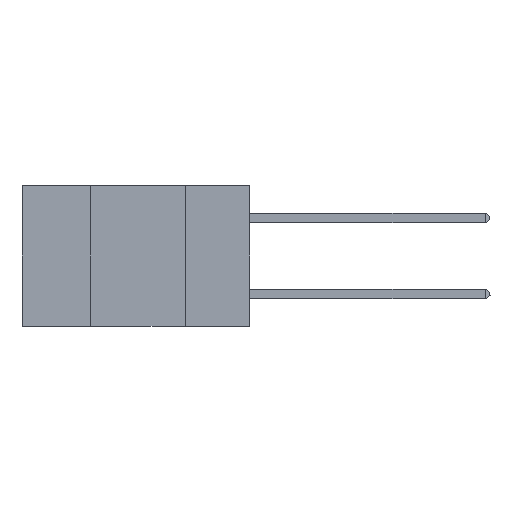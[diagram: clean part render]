
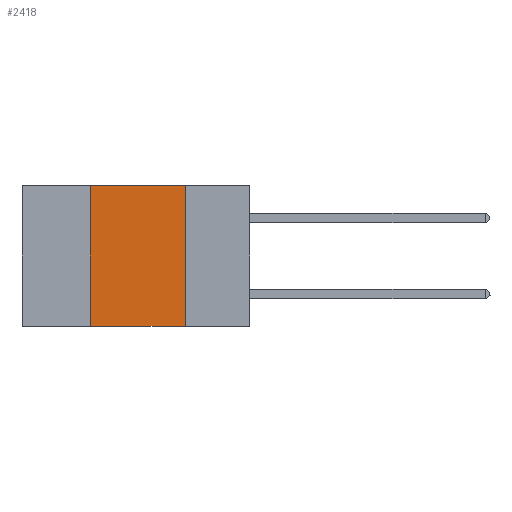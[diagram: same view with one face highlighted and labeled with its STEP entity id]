
A CAD part, left-side view. The second image highlights one B-rep face of the part: STEP entity #2418.
In plain terms, the highlighted planar face has unit normal (-1, 0, 0).
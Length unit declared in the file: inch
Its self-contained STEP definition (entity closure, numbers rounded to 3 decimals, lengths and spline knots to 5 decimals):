
#358 = EDGE_CURVE ( 'NONE', #16479, #16807, #2528, .T. ) ;
#608 = CARTESIAN_POINT ( 'NONE',  ( 0., 0.17, -0.37 ) ) ;
#680 = CARTESIAN_POINT ( 'NONE',  ( 0., 0.17, 0. ) ) ;
#2418 = ADVANCED_FACE ( 'NONE', ( #9019 ), #7070, .F. ) ;
#2528 = LINE ( 'NONE', #13666, #16499 ) ;
#3352 = VERTEX_POINT ( 'NONE', #17358 ) ;
#3855 = EDGE_CURVE ( 'NONE', #16807, #6436, #16058, .T. ) ;
#6191 = ORIENTED_EDGE ( 'NONE', *, *, #14146, .T. ) ;
#6244 = VECTOR ( 'NONE', #10915, 39.37008 ) ;
#6436 = VERTEX_POINT ( 'NONE', #608 ) ;
#6628 = DIRECTION ( 'NONE',  ( 0., 0., 1. ) ) ;
#6842 = LINE ( 'NONE', #16357, #6244 ) ;
#7070 = PLANE ( 'NONE',  #16032 ) ;
#7125 = DIRECTION ( 'NONE',  ( 1., 0., 0. ) ) ;
#8230 = EDGE_CURVE ( 'NONE', #3352, #16479, #10447, .T. ) ;
#8728 = DIRECTION ( 'NONE',  ( 0., 0., -1. ) ) ;
#8765 = VECTOR ( 'NONE', #8728, 39.37008 ) ;
#9019 = FACE_OUTER_BOUND ( 'NONE', #14900, .T. ) ;
#9278 = CARTESIAN_POINT ( 'NONE',  ( 0., 0.42, 0. ) ) ;
#9601 = VECTOR ( 'NONE', #6628, 39.37008 ) ;
#10447 = LINE ( 'NONE', #14809, #9601 ) ;
#10915 = DIRECTION ( 'NONE',  ( 0., -1., 0. ) ) ;
#11188 = ORIENTED_EDGE ( 'NONE', *, *, #3855, .F. ) ;
#12109 = ORIENTED_EDGE ( 'NONE', *, *, #8230, .F. ) ;
#13666 = CARTESIAN_POINT ( 'NONE',  ( 0., 0.6, 0. ) ) ;
#13917 = CARTESIAN_POINT ( 'NONE',  ( 0., 0.6, 0. ) ) ;
#14091 = DIRECTION ( 'NONE',  ( 0., 0., -1. ) ) ;
#14146 = EDGE_CURVE ( 'NONE', #3352, #6436, #6842, .T. ) ;
#14214 = CARTESIAN_POINT ( 'NONE',  ( 0., 0.17, 0. ) ) ;
#14303 = ORIENTED_EDGE ( 'NONE', *, *, #358, .F. ) ;
#14809 = CARTESIAN_POINT ( 'NONE',  ( 0., 0.42, 0. ) ) ;
#14900 = EDGE_LOOP ( 'NONE', ( #11188, #14303, #12109, #6191 ) ) ;
#15312 = DIRECTION ( 'NONE',  ( 0., -1., 0. ) ) ;
#16032 = AXIS2_PLACEMENT_3D ( 'NONE', #13917, #7125, #14091 ) ;
#16058 = LINE ( 'NONE', #680, #8765 ) ;
#16357 = CARTESIAN_POINT ( 'NONE',  ( 0., 0.6, -0.37 ) ) ;
#16479 = VERTEX_POINT ( 'NONE', #9278 ) ;
#16499 = VECTOR ( 'NONE', #15312, 39.37008 ) ;
#16807 = VERTEX_POINT ( 'NONE', #14214 ) ;
#17358 = CARTESIAN_POINT ( 'NONE',  ( 0., 0.42, -0.37 ) ) ;
